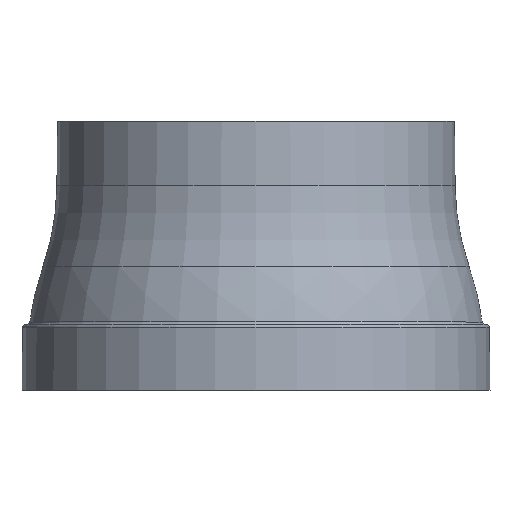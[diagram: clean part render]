
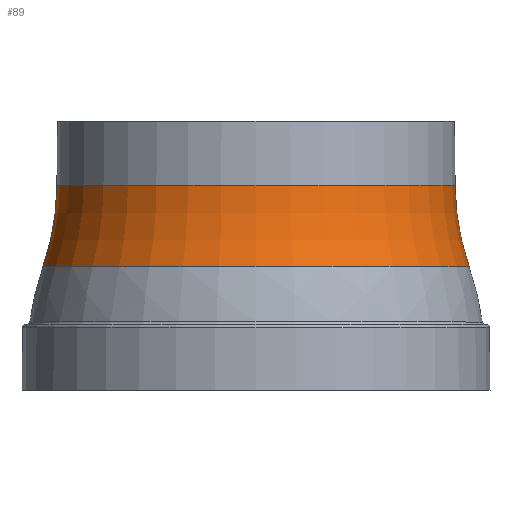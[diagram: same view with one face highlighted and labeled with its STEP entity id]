
A CAD part, top view. The second image highlights one B-rep face of the part: STEP entity #89.
In plain terms, the highlighted toroidal (fillet/blend) face has major radius 152.062 mm and minor radius 85.453 mm.
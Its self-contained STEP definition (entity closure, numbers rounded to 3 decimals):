
#89=ADVANCED_FACE('',(#135,#136),#137,.F.);
#135=FACE_BOUND('',#192,.T.);
#136=FACE_BOUND('',#193,.T.);
#137=TOROIDAL_SURFACE('',#194,152.062,85.453);
#192=EDGE_LOOP('',(#296));
#193=EDGE_LOOP('',(#297));
#194=AXIS2_PLACEMENT_3D('',#298,#299,#300);
#296=ORIENTED_EDGE('',*,*,#338,.F.);
#297=ORIENTED_EDGE('',*,*,#337,.T.);
#298=CARTESIAN_POINT('',(-130.0,547.471,0.0));
#299=DIRECTION('',(0.0,1.0,0.0));
#300=DIRECTION('',(0.0,0.0,1.0));
#337=EDGE_CURVE('',#371,#371,#373,.T.);
#338=EDGE_CURVE('',#374,#374,#375,.T.);
#371=VERTEX_POINT('',#420);
#373=CIRCLE('',#428,71.338);
#374=VERTEX_POINT('',#429);
#375=CIRCLE('',#430,66.612);
#420=CARTESIAN_POINT('',(-201.338,519.438,0.0));
#428=AXIS2_PLACEMENT_3D('',#479,#480,#481);
#429=CARTESIAN_POINT('',(-196.612,546.725,0.0));
#430=AXIS2_PLACEMENT_3D('',#482,#483,#484);
#479=CARTESIAN_POINT('',(-130.0,519.438,0.0));
#480=DIRECTION('',(0.0,1.0,0.0));
#481=DIRECTION('',(-1.0,0.0,0.0));
#482=CARTESIAN_POINT('',(-130.0,546.725,0.0));
#483=DIRECTION('',(0.0,1.0,0.0));
#484=DIRECTION('',(-1.0,0.0,0.0));
